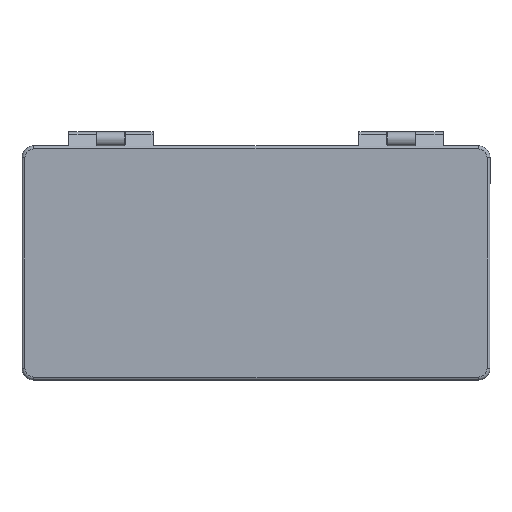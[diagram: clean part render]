
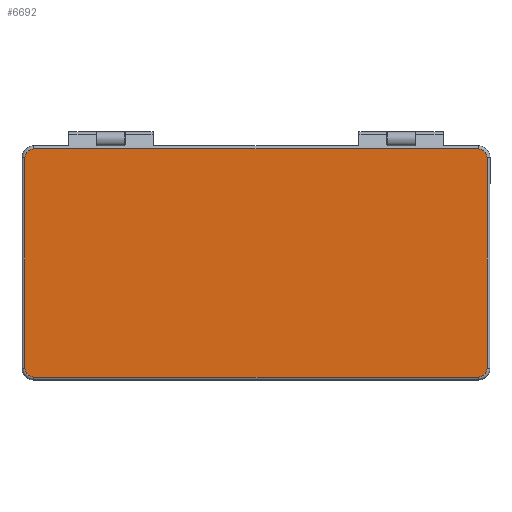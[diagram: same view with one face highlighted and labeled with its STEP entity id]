
A CAD part, front view. The second image highlights one B-rep face of the part: STEP entity #6692.
In plain terms, the highlighted planar face has unit normal (0, -1, 0).
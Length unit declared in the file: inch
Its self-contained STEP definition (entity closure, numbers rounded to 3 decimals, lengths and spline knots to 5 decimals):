
#237=PLANE('',#7274);
#527=FACE_OUTER_BOUND('',#917,.T.);
#917=EDGE_LOOP('',(#4802,#4803,#4804,#4805,#4806,#4807,#4808,#4809));
#1356=LINE('',#9983,#2103);
#1358=LINE('',#9995,#2105);
#1360=LINE('',#10007,#2107);
#1362=LINE('',#10016,#2109);
#2103=VECTOR('',#7986,0.3937);
#2105=VECTOR('',#8000,0.3937);
#2107=VECTOR('',#8014,0.3937);
#2109=VECTOR('',#8026,0.3937);
#2840=CIRCLE('',#7248,0.09375);
#2846=CIRCLE('',#7256,0.09375);
#2850=CIRCLE('',#7262,0.09375);
#2854=CIRCLE('',#7268,0.09375);
#3098=VERTEX_POINT('',#9971);
#3099=VERTEX_POINT('',#9973);
#3101=VERTEX_POINT('',#9979);
#3103=VERTEX_POINT('',#9985);
#3105=VERTEX_POINT('',#9991);
#3107=VERTEX_POINT('',#9997);
#3109=VERTEX_POINT('',#10003);
#3111=VERTEX_POINT('',#10009);
#3746=EDGE_CURVE('',#3098,#3099,#2840,.T.);
#3751=EDGE_CURVE('',#3099,#3101,#1356,.T.);
#3754=EDGE_CURVE('',#3101,#3103,#2846,.T.);
#3757=EDGE_CURVE('',#3103,#3105,#1358,.T.);
#3760=EDGE_CURVE('',#3105,#3107,#2850,.T.);
#3763=EDGE_CURVE('',#3107,#3109,#1360,.T.);
#3766=EDGE_CURVE('',#3109,#3111,#2854,.T.);
#3768=EDGE_CURVE('',#3111,#3098,#1362,.T.);
#4802=ORIENTED_EDGE('',*,*,#3746,.F.);
#4803=ORIENTED_EDGE('',*,*,#3768,.F.);
#4804=ORIENTED_EDGE('',*,*,#3766,.F.);
#4805=ORIENTED_EDGE('',*,*,#3763,.F.);
#4806=ORIENTED_EDGE('',*,*,#3760,.F.);
#4807=ORIENTED_EDGE('',*,*,#3757,.F.);
#4808=ORIENTED_EDGE('',*,*,#3754,.F.);
#4809=ORIENTED_EDGE('',*,*,#3751,.F.);
#6692=ADVANCED_FACE('',(#527),#237,.F.);
#7248=AXIS2_PLACEMENT_3D('',#9974,#7975,#7976);
#7256=AXIS2_PLACEMENT_3D('',#9989,#7993,#7994);
#7262=AXIS2_PLACEMENT_3D('',#10001,#8007,#8008);
#7268=AXIS2_PLACEMENT_3D('',#10013,#8021,#8022);
#7274=AXIS2_PLACEMENT_3D('',#10046,#8052,#8053);
#7975=DIRECTION('center_axis',(0.,1.,0.));
#7976=DIRECTION('ref_axis',(0.707,0.,-0.707));
#7986=DIRECTION('',(-1.,0.,0.));
#7993=DIRECTION('center_axis',(0.,1.,0.));
#7994=DIRECTION('ref_axis',(-0.707,0.,-0.707));
#8000=DIRECTION('',(0.,0.,1.));
#8007=DIRECTION('center_axis',(0.,1.,0.));
#8008=DIRECTION('ref_axis',(-0.707,0.,0.707));
#8014=DIRECTION('',(1.,0.,0.));
#8021=DIRECTION('center_axis',(0.,1.,0.));
#8022=DIRECTION('ref_axis',(0.707,0.,0.707));
#8026=DIRECTION('',(0.,0.,-1.));
#8052=DIRECTION('center_axis',(0.,1.,0.));
#8053=DIRECTION('ref_axis',(0.,0.,1.));
#9971=CARTESIAN_POINT('',(-0.03125,0.,-2.375));
#9973=CARTESIAN_POINT('',(-0.125,0.,-2.46875));
#9974=CARTESIAN_POINT('Origin',(-0.125,0.,-2.375));
#9979=CARTESIAN_POINT('',(-4.875,0.,-2.46875));
#9983=CARTESIAN_POINT('',(-1.25,0.,-2.46875));
#9985=CARTESIAN_POINT('',(-4.96875,0.,-2.375));
#9989=CARTESIAN_POINT('Origin',(-4.875,0.,-2.375));
#9991=CARTESIAN_POINT('',(-4.96875,0.,-0.125));
#9995=CARTESIAN_POINT('',(-4.96875,0.,-1.875));
#9997=CARTESIAN_POINT('',(-4.875,0.,-0.03125));
#10001=CARTESIAN_POINT('Origin',(-4.875,0.,-0.125));
#10003=CARTESIAN_POINT('',(-0.125,0.,-0.03125));
#10007=CARTESIAN_POINT('',(-3.75,0.,-0.03125));
#10009=CARTESIAN_POINT('',(-0.03125,0.,-0.125));
#10013=CARTESIAN_POINT('Origin',(-0.125,0.,-0.125));
#10016=CARTESIAN_POINT('',(-0.03125,0.,-0.625));
#10046=CARTESIAN_POINT('Origin',(-2.5,0.,-1.25));
